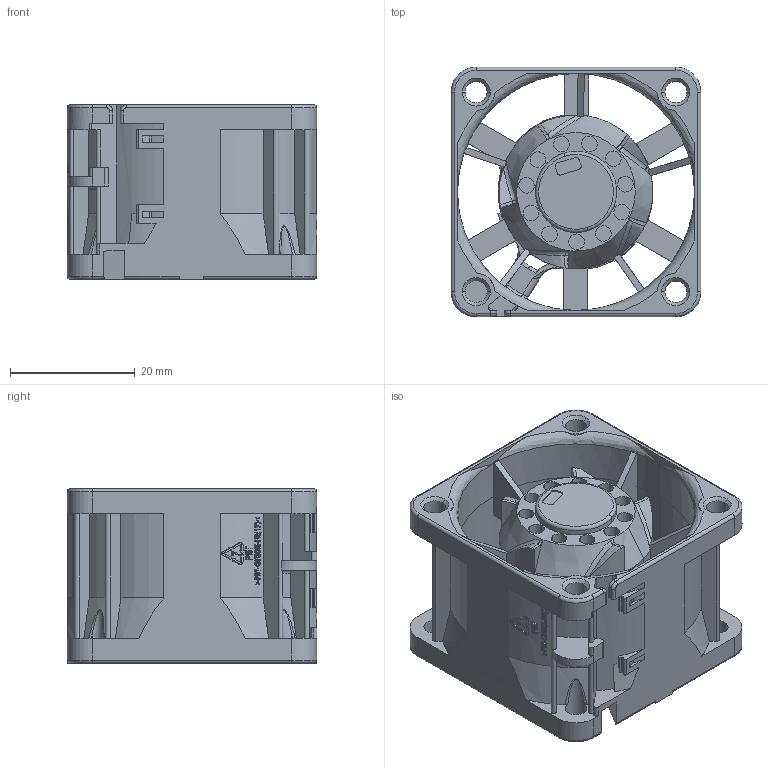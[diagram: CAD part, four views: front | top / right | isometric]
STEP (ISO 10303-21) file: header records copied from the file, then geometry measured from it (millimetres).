
FILE_DESCRIPTION (( 'STEP AP214' ), '1' );
FILE_NAME ('TFA0412CNP8.STEP', '2021-01-19T08:39:38', ( '' ), ( '' ), 'SwSTEP 2.0', 'SolidWorks 2018', '' );
FILE_SCHEMA (( 'AUTOMOTIVE_DESIGN' ));
Length unit declared in the file: millimetre
Products named in the file (8): 410211090003-20210119-靜葉去除; TFA0412CNP8; 3323265600.STEP; 111111111111111111; 330-_____h__.STEP; 111111111111111111.STEP; 3354146700.STEP; 3430170600(122-004)(20190731).STEP
Assembly tree (7 placements, depth 4):
  TFA0412CNP8
    111111111111111111
      111111111111111111.STEP
        3323265600.STEP
        3354146700.STEP
        330-_____h__.STEP
        3430170600(122-004)(20190731).STEP
    410211090003-20210119-靜葉去除
Bounding box: 40 x 40 x 28 mm (x, y, z)
Volume: 11898.8 mm3; surface area: 20340.7 mm2
Topology: 5 solids, 5 shells, 1115 faces, 3032 edges, 1988 vertices
Faces by surface type: plane 484, cylinder 360, bspline 190, cone 46, torus 35
Entity records: 52881 total; most frequent: CARTESIAN_POINT 25890, ORIENTED_EDGE 6046, DIRECTION 4929, EDGE_CURVE 3023, VERTEX_POINT 1988, AXIS2_PLACEMENT_3D 1821, VECTOR 1287, LINE 1287
